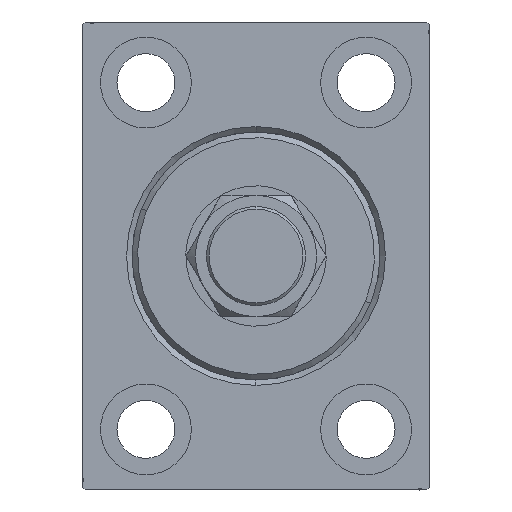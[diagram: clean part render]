
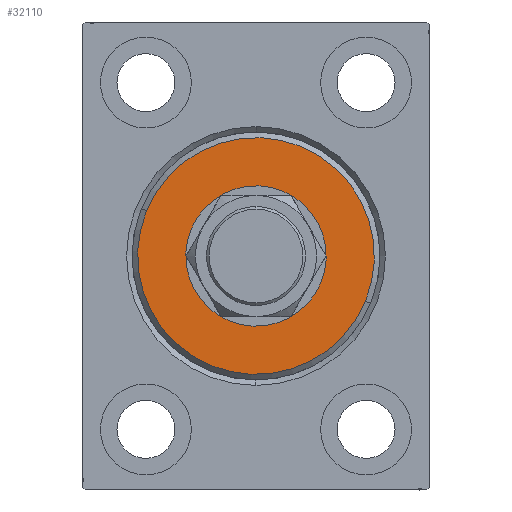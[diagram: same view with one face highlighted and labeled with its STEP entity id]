
A CAD part, left-side view. The second image highlights one B-rep face of the part: STEP entity #32110.
In plain terms, the highlighted face is planar.
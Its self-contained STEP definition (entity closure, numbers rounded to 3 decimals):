
#2326 = FACE_OUTER_BOUND ( 'NONE', #23684, .T. ) ;
#2355 = DIRECTION ( 'NONE',  ( 0., 0., -1. ) ) ;
#3278 = DIRECTION ( 'NONE',  ( -1., 0., 0. ) ) ;
#3772 = AXIS2_PLACEMENT_3D ( 'NONE', #24317, #19782, #2355 ) ;
#5884 = CARTESIAN_POINT ( 'NONE',  ( 3., 0., 0. ) ) ;
#7441 = CIRCLE ( 'NONE', #3772, 12.75 ) ;
#7588 = DIRECTION ( 'NONE',  ( 0., 0., -1. ) ) ;
#7651 = AXIS2_PLACEMENT_3D ( 'NONE', #43656, #44328, #16310 ) ;
#7678 = CIRCLE ( 'NONE', #25975, 12.75 ) ;
#9349 = CIRCLE ( 'NONE', #13710, 21.5 ) ;
#9431 = FACE_BOUND ( 'NONE', #42853, .T. ) ;
#9584 = ORIENTED_EDGE ( 'NONE', *, *, #20693, .T. ) ;
#13710 = AXIS2_PLACEMENT_3D ( 'NONE', #5884, #23715, #29961 ) ;
#14682 = CARTESIAN_POINT ( 'NONE',  ( 3., 0., 12.75 ) ) ;
#16310 = DIRECTION ( 'NONE',  ( 0., 0., -1. ) ) ;
#16521 = CARTESIAN_POINT ( 'NONE',  ( 3., 0., -21.5 ) ) ;
#18885 = VERTEX_POINT ( 'NONE', #14682 ) ;
#19782 = DIRECTION ( 'NONE',  ( -1., 0., 0. ) ) ;
#20693 = EDGE_CURVE ( 'NONE', #18885, #26806, #7441, .T. ) ;
#20711 = DIRECTION ( 'NONE',  ( 0., 0., -1. ) ) ;
#22851 = ORIENTED_EDGE ( 'NONE', *, *, #33057, .T. ) ;
#23684 = EDGE_LOOP ( 'NONE', ( #39540, #41876 ) ) ;
#23715 = DIRECTION ( 'NONE',  ( 1., 0., 0. ) ) ;
#24317 = CARTESIAN_POINT ( 'NONE',  ( 3., 0., 0. ) ) ;
#25975 = AXIS2_PLACEMENT_3D ( 'NONE', #44392, #3278, #20711 ) ;
#26806 = VERTEX_POINT ( 'NONE', #44917 ) ;
#28539 = VERTEX_POINT ( 'NONE', #16521 ) ;
#29131 = DIRECTION ( 'NONE',  ( 1., 0., 0. ) ) ;
#29961 = DIRECTION ( 'NONE',  ( 0., 0., -1. ) ) ;
#30579 = CIRCLE ( 'NONE', #35740, 21.5 ) ;
#32110 = ADVANCED_FACE ( 'NONE', ( #2326, #9431 ), #37423, .T. ) ;
#33057 = EDGE_CURVE ( 'NONE', #26806, #18885, #7678, .T. ) ;
#35740 = AXIS2_PLACEMENT_3D ( 'NONE', #39946, #29131, #7588 ) ;
#37423 = PLANE ( 'NONE',  #7651 ) ;
#38061 = CARTESIAN_POINT ( 'NONE',  ( 3., 0., 21.5 ) ) ;
#38880 = VERTEX_POINT ( 'NONE', #38061 ) ;
#39540 = ORIENTED_EDGE ( 'NONE', *, *, #45298, .T. ) ;
#39946 = CARTESIAN_POINT ( 'NONE',  ( 3., 0., 0. ) ) ;
#41876 = ORIENTED_EDGE ( 'NONE', *, *, #43653, .T. ) ;
#42853 = EDGE_LOOP ( 'NONE', ( #9584, #22851 ) ) ;
#43653 = EDGE_CURVE ( 'NONE', #28539, #38880, #9349, .T. ) ;
#43656 = CARTESIAN_POINT ( 'NONE',  ( 3., 0., 0. ) ) ;
#44328 = DIRECTION ( 'NONE',  ( 1., 0., 0. ) ) ;
#44392 = CARTESIAN_POINT ( 'NONE',  ( 3., 0., 0. ) ) ;
#44917 = CARTESIAN_POINT ( 'NONE',  ( 3., 0., -12.75 ) ) ;
#45298 = EDGE_CURVE ( 'NONE', #38880, #28539, #30579, .T. ) ;
